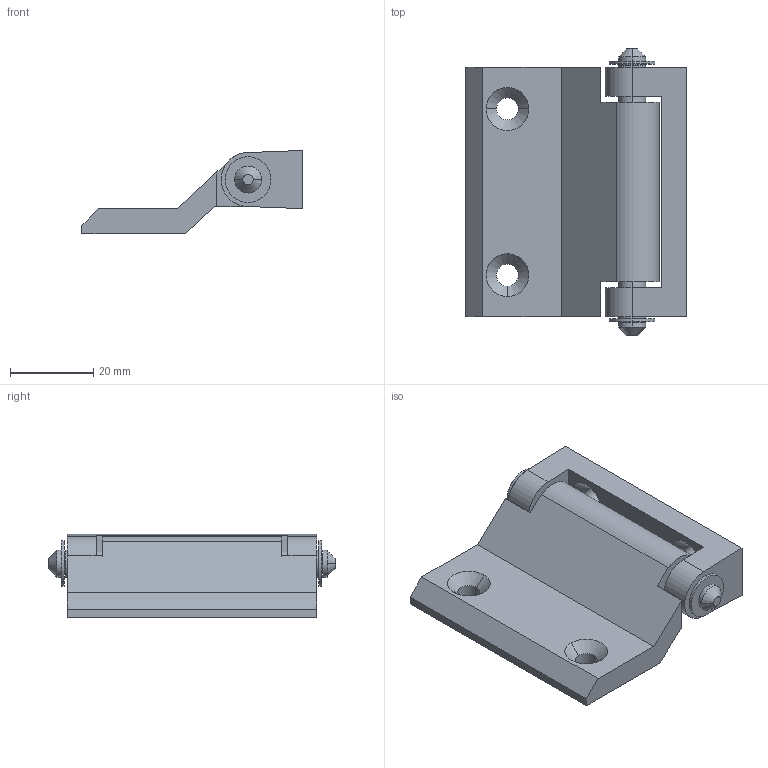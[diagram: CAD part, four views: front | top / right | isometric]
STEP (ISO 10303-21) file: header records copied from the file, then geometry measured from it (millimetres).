
FILE_DESCRIPTION(('Creo Elements/Direct Modeling STEP Export'),'2;1');
FILE_NAME('44.0355_Anschraubscharnier-MMS-44_40x60-schwarz.stp','2022-03-21T 9:01:01',(''),(''),'PTC Creo Elements/Direct Modeling STEP processor for AP214 (Solid Model)','PTC Creo Elements/Direct Modeling 19.0C 15-Aug-2015 (C) Parametric Technology GmbH','');
FILE_SCHEMA(('AUTOMOTIVE_DESIGN { 1 0 10303 214 1 1 1 1 }'));
Length unit declared in the file: millimetre
Products named in the file (4): H_PX174730_1_Teil-3; H_PX174728_1_Teil-1; H_PX174729_1_Teil-2; Anschraubscharnier-MMS-44_40x60-schwarz_44.0355_PX174731
Assembly tree (3 placements, depth 2):
  Anschraubscharnier-MMS-44_40x60-schwarz_44.0355_PX174731
    H_PX174729_1_Teil-2
    H_PX174728_1_Teil-1
    H_PX174730_1_Teil-3
Bounding box: 53 x 69 x 20 mm (x, y, z)
Volume: 24766 mm3; surface area: 13428.6 mm2
Topology: 3 solids, 3 shells, 72 faces, 178 edges, 118 vertices
Faces by surface type: cylinder 31, plane 29, cone 12
Entity records: 2073 total; most frequent: ORIENTED_EDGE 356, CARTESIAN_POINT 326, DIRECTION 322, EDGE_CURVE 178, VERTEX_POINT 118, AXIS2_PLACEMENT_3D 114, VECTOR 94, LINE 94
